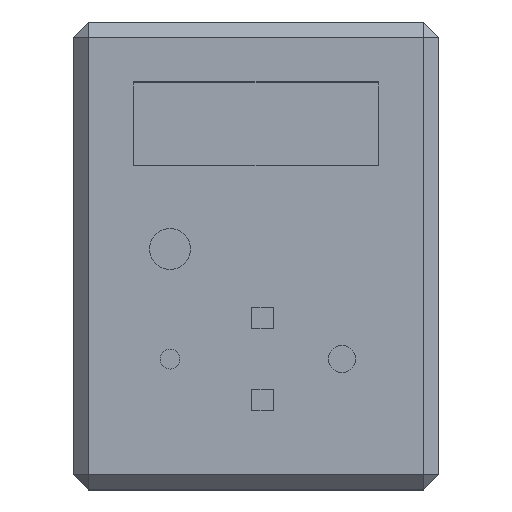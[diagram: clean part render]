
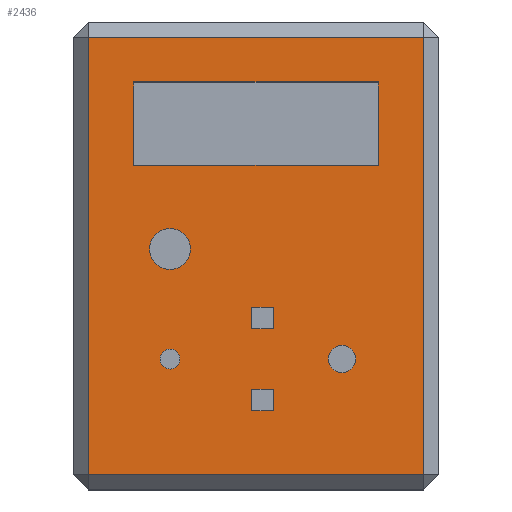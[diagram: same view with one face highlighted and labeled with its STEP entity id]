
A CAD part, top view. The second image highlights one B-rep face of the part: STEP entity #2436.
In plain terms, the highlighted planar face has unit normal (0, 0, 1).
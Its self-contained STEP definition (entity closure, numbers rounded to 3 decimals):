
#42=FACE_BOUND('',#311,.T.);
#43=FACE_BOUND('',#312,.T.);
#44=FACE_BOUND('',#313,.T.);
#45=FACE_BOUND('',#314,.T.);
#46=FACE_BOUND('',#315,.T.);
#47=FACE_BOUND('',#316,.T.);
#78=CIRCLE('',#2611,4.);
#79=CIRCLE('',#2612,5.95);
#80=CIRCLE('',#2613,2.9);
#158=FACE_OUTER_BOUND('',#310,.T.);
#310=EDGE_LOOP('',(#1884,#1885,#1886,#1887));
#311=EDGE_LOOP('',(#1888,#1889,#1890,#1891));
#312=EDGE_LOOP('',(#1892));
#313=EDGE_LOOP('',(#1893));
#314=EDGE_LOOP('',(#1894));
#315=EDGE_LOOP('',(#1895,#1896,#1897,#1898));
#316=EDGE_LOOP('',(#1899,#1900,#1901,#1902));
#540=LINE('',#3663,#848);
#548=LINE('',#3679,#856);
#550=LINE('',#3682,#858);
#552=LINE('',#3685,#860);
#556=LINE('',#3694,#864);
#557=LINE('',#3696,#865);
#558=LINE('',#3698,#866);
#559=LINE('',#3699,#867);
#560=LINE('',#3708,#868);
#561=LINE('',#3710,#869);
#562=LINE('',#3712,#870);
#563=LINE('',#3713,#871);
#564=LINE('',#3716,#872);
#565=LINE('',#3718,#873);
#566=LINE('',#3720,#874);
#567=LINE('',#3721,#875);
#848=VECTOR('',#2987,10.);
#856=VECTOR('',#3001,10.);
#858=VECTOR('',#3005,10.);
#860=VECTOR('',#3009,10.);
#864=VECTOR('',#3019,10.);
#865=VECTOR('',#3020,10.);
#866=VECTOR('',#3021,10.);
#867=VECTOR('',#3022,10.);
#868=VECTOR('',#3029,10.);
#869=VECTOR('',#3030,10.);
#870=VECTOR('',#3031,10.);
#871=VECTOR('',#3032,10.);
#872=VECTOR('',#3033,10.);
#873=VECTOR('',#3034,10.);
#874=VECTOR('',#3035,10.);
#875=VECTOR('',#3036,10.);
#1107=VERTEX_POINT('',#3625);
#1112=VERTEX_POINT('',#3638);
#1117=VERTEX_POINT('',#3651);
#1122=VERTEX_POINT('',#3667);
#1126=VERTEX_POINT('',#3692);
#1127=VERTEX_POINT('',#3693);
#1128=VERTEX_POINT('',#3695);
#1129=VERTEX_POINT('',#3697);
#1130=VERTEX_POINT('',#3700);
#1131=VERTEX_POINT('',#3702);
#1132=VERTEX_POINT('',#3704);
#1133=VERTEX_POINT('',#3706);
#1134=VERTEX_POINT('',#3707);
#1135=VERTEX_POINT('',#3709);
#1136=VERTEX_POINT('',#3711);
#1137=VERTEX_POINT('',#3714);
#1138=VERTEX_POINT('',#3715);
#1139=VERTEX_POINT('',#3717);
#1140=VERTEX_POINT('',#3719);
#1381=EDGE_CURVE('',#1107,#1117,#540,.T.);
#1389=EDGE_CURVE('',#1117,#1122,#548,.T.);
#1391=EDGE_CURVE('',#1122,#1112,#550,.T.);
#1393=EDGE_CURVE('',#1112,#1107,#552,.T.);
#1397=EDGE_CURVE('',#1126,#1127,#556,.T.);
#1398=EDGE_CURVE('',#1127,#1128,#557,.T.);
#1399=EDGE_CURVE('',#1128,#1129,#558,.T.);
#1400=EDGE_CURVE('',#1129,#1126,#559,.T.);
#1401=EDGE_CURVE('',#1130,#1130,#78,.T.);
#1402=EDGE_CURVE('',#1131,#1131,#79,.T.);
#1403=EDGE_CURVE('',#1132,#1132,#80,.T.);
#1404=EDGE_CURVE('',#1133,#1134,#560,.T.);
#1405=EDGE_CURVE('',#1134,#1135,#561,.T.);
#1406=EDGE_CURVE('',#1135,#1136,#562,.T.);
#1407=EDGE_CURVE('',#1136,#1133,#563,.T.);
#1408=EDGE_CURVE('',#1137,#1138,#564,.T.);
#1409=EDGE_CURVE('',#1138,#1139,#565,.T.);
#1410=EDGE_CURVE('',#1139,#1140,#566,.T.);
#1411=EDGE_CURVE('',#1140,#1137,#567,.T.);
#1884=ORIENTED_EDGE('',*,*,#1381,.F.);
#1885=ORIENTED_EDGE('',*,*,#1393,.F.);
#1886=ORIENTED_EDGE('',*,*,#1391,.F.);
#1887=ORIENTED_EDGE('',*,*,#1389,.F.);
#1888=ORIENTED_EDGE('',*,*,#1397,.T.);
#1889=ORIENTED_EDGE('',*,*,#1398,.T.);
#1890=ORIENTED_EDGE('',*,*,#1399,.T.);
#1891=ORIENTED_EDGE('',*,*,#1400,.T.);
#1892=ORIENTED_EDGE('',*,*,#1401,.T.);
#1893=ORIENTED_EDGE('',*,*,#1402,.T.);
#1894=ORIENTED_EDGE('',*,*,#1403,.T.);
#1895=ORIENTED_EDGE('',*,*,#1404,.T.);
#1896=ORIENTED_EDGE('',*,*,#1405,.T.);
#1897=ORIENTED_EDGE('',*,*,#1406,.T.);
#1898=ORIENTED_EDGE('',*,*,#1407,.T.);
#1899=ORIENTED_EDGE('',*,*,#1408,.T.);
#1900=ORIENTED_EDGE('',*,*,#1409,.T.);
#1901=ORIENTED_EDGE('',*,*,#1410,.T.);
#1902=ORIENTED_EDGE('',*,*,#1411,.T.);
#2301=PLANE('',#2610);
#2436=ADVANCED_FACE('',(#158,#42,#43,#44,#45,#46,#47),#2301,.T.);
#2610=AXIS2_PLACEMENT_3D('',#3691,#3017,#3018);
#2611=AXIS2_PLACEMENT_3D('',#3701,#3023,#3024);
#2612=AXIS2_PLACEMENT_3D('',#3703,#3025,#3026);
#2613=AXIS2_PLACEMENT_3D('',#3705,#3027,#3028);
#2987=DIRECTION('',(-1.,0.,0.));
#3001=DIRECTION('',(0.,1.,0.));
#3005=DIRECTION('',(1.,0.,0.));
#3009=DIRECTION('',(0.,-1.,0.));
#3017=DIRECTION('center_axis',(0.,0.,1.));
#3018=DIRECTION('ref_axis',(-1.,0.,0.));
#3019=DIRECTION('',(-1.,0.,0.));
#3020=DIRECTION('',(0.,1.,0.));
#3021=DIRECTION('',(1.,0.,0.));
#3022=DIRECTION('',(0.,-1.,0.));
#3023=DIRECTION('center_axis',(0.,0.,-1.));
#3024=DIRECTION('ref_axis',(-1.,0.,0.));
#3025=DIRECTION('center_axis',(0.,0.,-1.));
#3026=DIRECTION('ref_axis',(-1.,0.,0.));
#3027=DIRECTION('center_axis',(0.,0.,-1.));
#3028=DIRECTION('ref_axis',(-1.,0.,0.));
#3029=DIRECTION('',(-1.,0.,0.));
#3030=DIRECTION('',(0.,1.,0.));
#3031=DIRECTION('',(1.,0.,0.));
#3032=DIRECTION('',(0.,-1.,0.));
#3033=DIRECTION('',(-1.,0.,0.));
#3034=DIRECTION('',(0.,1.,0.));
#3035=DIRECTION('',(1.,0.,0.));
#3036=DIRECTION('',(0.,-1.,0.));
#3625=CARTESIAN_POINT('',(98.6,-128.6,48.));
#3638=CARTESIAN_POINT('',(98.6,-1.4,48.));
#3651=CARTESIAN_POINT('',(1.4,-128.6,48.));
#3663=CARTESIAN_POINT('',(23.5,-128.6,48.));
#3667=CARTESIAN_POINT('',(1.4,-1.4,48.));
#3679=CARTESIAN_POINT('',(1.4,-31.,48.));
#3682=CARTESIAN_POINT('',(76.5,-1.4,48.));
#3685=CARTESIAN_POINT('',(98.6,-99.,48.));
#3691=CARTESIAN_POINT('Origin',(50.,-65.,48.));
#3692=CARTESIAN_POINT('',(55.,-110.,48.));
#3693=CARTESIAN_POINT('',(48.8,-110.,48.));
#3694=CARTESIAN_POINT('',(55.,-110.,48.));
#3695=CARTESIAN_POINT('',(48.8,-103.8,48.));
#3696=CARTESIAN_POINT('',(48.8,-110.,48.));
#3697=CARTESIAN_POINT('',(55.,-103.8,48.));
#3698=CARTESIAN_POINT('',(48.8,-103.8,48.));
#3699=CARTESIAN_POINT('',(55.,-103.8,48.));
#3700=CARTESIAN_POINT('',(79.,-95.,48.));
#3701=CARTESIAN_POINT('Origin',(75.,-95.,48.));
#3702=CARTESIAN_POINT('',(30.95,-63.,48.));
#3703=CARTESIAN_POINT('Origin',(25.,-63.,48.));
#3704=CARTESIAN_POINT('',(27.9,-95.,48.));
#3705=CARTESIAN_POINT('Origin',(25.,-95.,48.));
#3706=CARTESIAN_POINT('',(85.55,-38.65,48.));
#3707=CARTESIAN_POINT('',(14.45,-38.65,48.));
#3708=CARTESIAN_POINT('',(85.55,-38.65,48.));
#3709=CARTESIAN_POINT('',(14.45,-14.45,48.));
#3710=CARTESIAN_POINT('',(14.45,-38.65,48.));
#3711=CARTESIAN_POINT('',(85.55,-14.45,48.));
#3712=CARTESIAN_POINT('',(14.45,-14.45,48.));
#3713=CARTESIAN_POINT('',(85.55,-14.45,48.));
#3714=CARTESIAN_POINT('',(55.,-86.2,48.));
#3715=CARTESIAN_POINT('',(48.8,-86.2,48.));
#3716=CARTESIAN_POINT('',(55.,-86.2,48.));
#3717=CARTESIAN_POINT('',(48.8,-80.,48.));
#3718=CARTESIAN_POINT('',(48.8,-86.2,48.));
#3719=CARTESIAN_POINT('',(55.,-80.,48.));
#3720=CARTESIAN_POINT('',(48.8,-80.,48.));
#3721=CARTESIAN_POINT('',(55.,-80.,48.));
